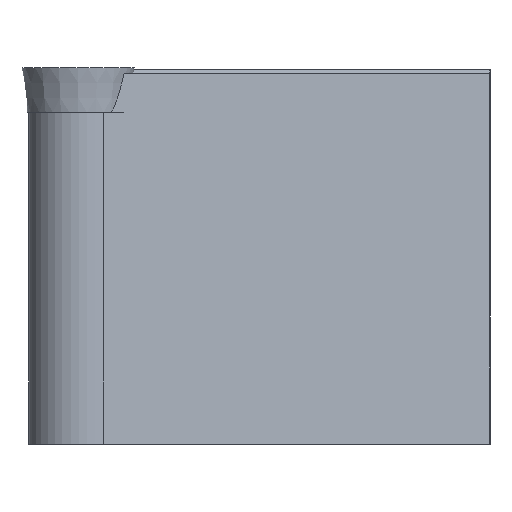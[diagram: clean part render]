
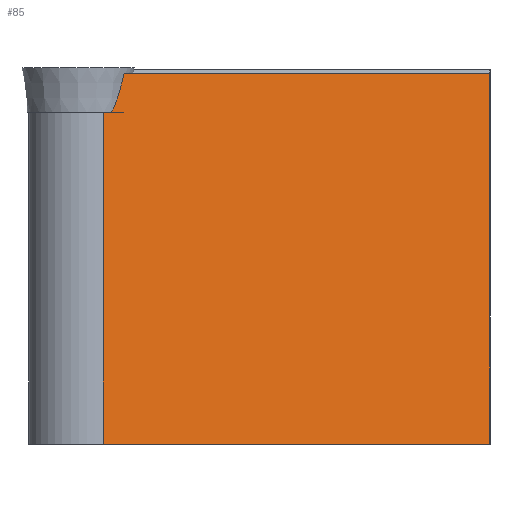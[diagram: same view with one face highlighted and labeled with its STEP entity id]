
A CAD part, left-side view. The second image highlights one B-rep face of the part: STEP entity #85.
In plain terms, the highlighted planar face has unit normal (-0.866, -0.5, 0).
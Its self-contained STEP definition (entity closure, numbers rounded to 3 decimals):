
#85=ADVANCED_FACE('',(#116),#102,.F.);
#102=PLANE('',#360);
#116=FACE_OUTER_BOUND('',#133,.T.);
#133=EDGE_LOOP('',(#216,#217,#218,#219,#220,#221));
#155=LINE('',#494,#183);
#156=LINE('',#511,#184);
#157=LINE('',#512,#185);
#158=LINE('',#514,#186);
#159=LINE('',#516,#187);
#183=VECTOR('',#397,1.);
#184=VECTOR('',#400,1.);
#185=VECTOR('',#401,1.);
#186=VECTOR('',#402,1.);
#187=VECTOR('',#403,1.);
#216=ORIENTED_EDGE('',*,*,#322,.F.);
#217=ORIENTED_EDGE('',*,*,#323,.F.);
#218=ORIENTED_EDGE('',*,*,#321,.T.);
#219=ORIENTED_EDGE('',*,*,#324,.F.);
#220=ORIENTED_EDGE('',*,*,#325,.F.);
#221=ORIENTED_EDGE('',*,*,#326,.F.);
#292=VERTEX_POINT('',#491);
#293=VERTEX_POINT('',#493);
#294=VERTEX_POINT('',#509);
#295=VERTEX_POINT('',#510);
#296=VERTEX_POINT('',#513);
#297=VERTEX_POINT('',#515);
#321=EDGE_CURVE('',#292,#293,#155,.T.);
#322=EDGE_CURVE('',#294,#295,#354,.T.);
#323=EDGE_CURVE('',#292,#294,#156,.T.);
#324=EDGE_CURVE('',#296,#293,#157,.T.);
#325=EDGE_CURVE('',#297,#296,#158,.T.);
#326=EDGE_CURVE('',#295,#297,#159,.T.);
#354=B_SPLINE_CURVE_WITH_KNOTS('',3,(#496,#497,#498,#499,#500,#501,#502,
#503,#504,#505,#506,#507,#508),.UNSPECIFIED.,.F.,.F.,(4,3,3,3,4),(0.,0.094,
0.291,0.578,1.),.UNSPECIFIED.);
#360=AXIS2_PLACEMENT_3D('',#517,#404,#405);
#397=DIRECTION('',(0.,0.,-1.));
#400=DIRECTION('',(0.5,-0.866,0.));
#401=DIRECTION('',(-0.5,0.866,0.));
#402=DIRECTION('',(0.,0.,-1.));
#403=DIRECTION('',(0.5,-0.866,0.));
#404=DIRECTION('',(0.866,0.5,0.));
#405=DIRECTION('',(0.5,-0.866,0.));
#491=CARTESIAN_POINT('',(0.698,20.671,-2.28));
#493=CARTESIAN_POINT('',(0.698,20.671,-20.));
#494=CARTESIAN_POINT('',(0.698,20.671,-35.));
#496=CARTESIAN_POINT('',(0.957,20.223,-2.28));
#497=CARTESIAN_POINT('',(0.976,20.19,-2.221));
#498=CARTESIAN_POINT('',(0.994,20.16,-2.161));
#499=CARTESIAN_POINT('',(1.01,20.131,-2.099));
#500=CARTESIAN_POINT('',(1.045,20.071,-1.97));
#501=CARTESIAN_POINT('',(1.075,20.018,-1.837));
#502=CARTESIAN_POINT('',(1.104,19.969,-1.702));
#503=CARTESIAN_POINT('',(1.145,19.897,-1.505));
#504=CARTESIAN_POINT('',(1.182,19.833,-1.304));
#505=CARTESIAN_POINT('',(1.216,19.774,-1.102));
#506=CARTESIAN_POINT('',(1.266,19.687,-0.804));
#507=CARTESIAN_POINT('',(1.311,19.609,-0.503));
#508=CARTESIAN_POINT('',(1.353,19.536,-0.2));
#509=CARTESIAN_POINT('',(0.957,20.223,-2.28));
#510=CARTESIAN_POINT('',(1.353,19.536,-0.2));
#511=CARTESIAN_POINT('',(0.698,20.671,-2.28));
#512=CARTESIAN_POINT('',(0.698,20.671,-20.));
#513=CARTESIAN_POINT('',(12.633,0.,-20.));
#514=CARTESIAN_POINT('',(12.633,0.,-35.));
#515=CARTESIAN_POINT('',(12.633,0.,-0.2));
#516=CARTESIAN_POINT('',(0.698,20.671,-0.2));
#517=CARTESIAN_POINT('',(0.698,20.671,-35.));
